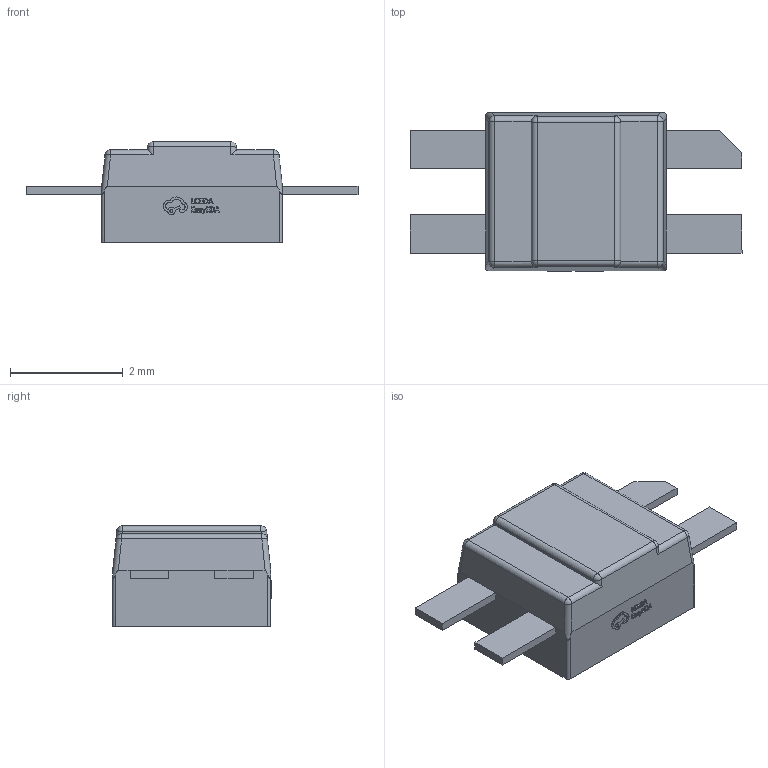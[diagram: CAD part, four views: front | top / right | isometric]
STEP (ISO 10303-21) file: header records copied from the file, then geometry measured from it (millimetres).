
FILE_DESCRIPTION (( 'STEP AP214' ), '1' );
FILE_NAME ('LED-SMD_L3.2-W2.8-LS5.9_SK6812MINI-E.STEP', '2025-02-12T07:54:23', ( 'PC' ), ( 'Microsoft' ), 'SwSTEP 2.0', 'SolidWorks 2020', '' );
FILE_SCHEMA (( 'AUTOMOTIVE_DESIGN' ));
Length unit declared in the file: millimetre
Products named in the file (1): LED-SMD_L3.2-W2.8-LS5.9_SK6812MINI-E
Bounding box: 5.88 x 2.81 x 1.78 mm (x, y, z)
Volume: 15.8 mm3; surface area: 62.8 mm2
Topology: 2 solids, 2 shells, 318 faces, 850 edges, 556 vertices
Faces by surface type: plane 182, bspline 98, cylinder 26, sphere 8, cone 4
Entity records: 13975 total; most frequent: CARTESIAN_POINT 3223, ORIENTED_EDGE 1700, DIRECTION 1112, EDGE_CURVE 850, LINE 566, VECTOR 566, VERTEX_POINT 556, EDGE_LOOP 338
